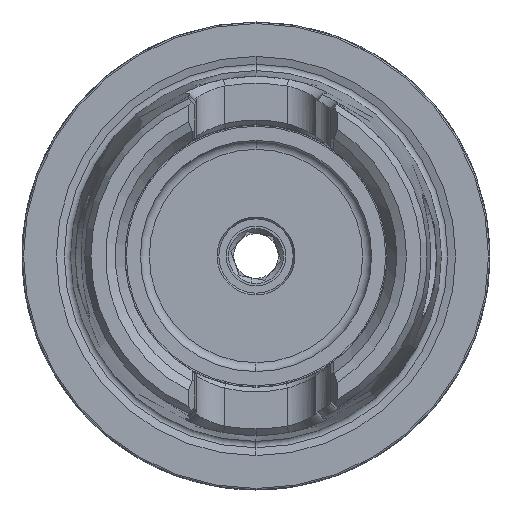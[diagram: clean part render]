
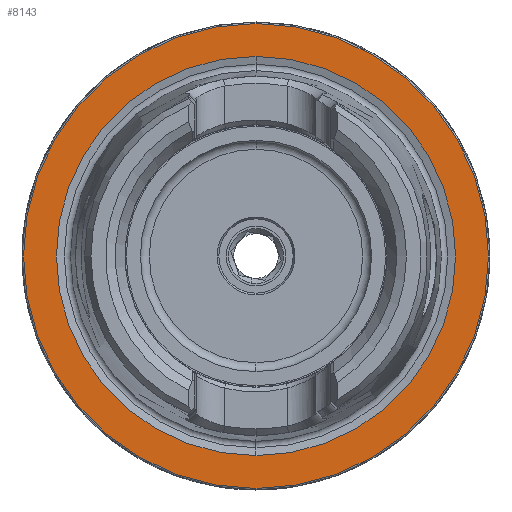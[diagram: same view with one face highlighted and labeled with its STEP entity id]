
A CAD part, left-side view. The second image highlights one B-rep face of the part: STEP entity #8143.
In plain terms, the highlighted planar face has unit normal (-1, 0, 0).
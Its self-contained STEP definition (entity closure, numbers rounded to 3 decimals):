
#49 = DIRECTION ( 'NONE',  ( 0., 0., 1. ) ) ;
#267 = EDGE_LOOP ( 'NONE', ( #7271, #6097 ) ) ;
#684 = VERTEX_POINT ( 'NONE', #3223 ) ;
#804 = AXIS2_PLACEMENT_3D ( 'NONE', #3252, #4817, #10219 ) ;
#1368 = CARTESIAN_POINT ( 'NONE',  ( 0., 0., -26.85 ) ) ;
#1509 = EDGE_LOOP ( 'NONE', ( #5279, #4608 ) ) ;
#1634 = DIRECTION ( 'NONE',  ( -1., 0., 0. ) ) ;
#1654 = EDGE_CURVE ( 'NONE', #4606, #684, #1797, .T. ) ;
#1673 = DIRECTION ( 'NONE',  ( 0., 0., 1. ) ) ;
#1797 = CIRCLE ( 'NONE', #3606, 31.275 ) ;
#1824 = CARTESIAN_POINT ( 'NONE',  ( 0., 0., 0. ) ) ;
#2430 = VERTEX_POINT ( 'NONE', #1368 ) ;
#3089 = CIRCLE ( 'NONE', #7472, 26.85 ) ;
#3223 = CARTESIAN_POINT ( 'NONE',  ( 0., 0., -31.275 ) ) ;
#3252 = CARTESIAN_POINT ( 'NONE',  ( 0., 31.275, 0. ) ) ;
#3606 = AXIS2_PLACEMENT_3D ( 'NONE', #1824, #1634, #1673 ) ;
#3946 = DIRECTION ( 'NONE',  ( -1., 0., 0. ) ) ;
#4397 = AXIS2_PLACEMENT_3D ( 'NONE', #10354, #4988, #49 ) ;
#4606 = VERTEX_POINT ( 'NONE', #9651 ) ;
#4608 = ORIENTED_EDGE ( 'NONE', *, *, #6956, .T. ) ;
#4817 = DIRECTION ( 'NONE',  ( 1., 0., 0. ) ) ;
#4901 = DIRECTION ( 'NONE',  ( -1., 0., 0. ) ) ;
#4988 = DIRECTION ( 'NONE',  ( -1., 0., 0. ) ) ;
#5279 = ORIENTED_EDGE ( 'NONE', *, *, #1654, .T. ) ;
#5309 = FACE_BOUND ( 'NONE', #267, .T. ) ;
#6097 = ORIENTED_EDGE ( 'NONE', *, *, #9046, .F. ) ;
#6428 = AXIS2_PLACEMENT_3D ( 'NONE', #9165, #3946, #10084 ) ;
#6863 = CIRCLE ( 'NONE', #4397, 31.275 ) ;
#6956 = EDGE_CURVE ( 'NONE', #684, #4606, #6863, .T. ) ;
#7271 = ORIENTED_EDGE ( 'NONE', *, *, #11167, .F. ) ;
#7472 = AXIS2_PLACEMENT_3D ( 'NONE', #10260, #4901, #11170 ) ;
#7703 = FACE_OUTER_BOUND ( 'NONE', #1509, .T. ) ;
#8143 = ADVANCED_FACE ( 'NONE', ( #5309, #7703 ), #8409, .F. ) ;
#8356 = CIRCLE ( 'NONE', #6428, 26.85 ) ;
#8409 = PLANE ( 'NONE',  #804 ) ;
#9046 = EDGE_CURVE ( 'NONE', #2430, #9614, #8356, .T. ) ;
#9165 = CARTESIAN_POINT ( 'NONE',  ( 0., 0., 0. ) ) ;
#9614 = VERTEX_POINT ( 'NONE', #10426 ) ;
#9651 = CARTESIAN_POINT ( 'NONE',  ( 0., 0., 31.275 ) ) ;
#10084 = DIRECTION ( 'NONE',  ( 0., 0., 1. ) ) ;
#10219 = DIRECTION ( 'NONE',  ( 0., 0., -1. ) ) ;
#10260 = CARTESIAN_POINT ( 'NONE',  ( 0., 0., 0. ) ) ;
#10354 = CARTESIAN_POINT ( 'NONE',  ( 0., 0., 0. ) ) ;
#10426 = CARTESIAN_POINT ( 'NONE',  ( 0., 0., 26.85 ) ) ;
#11167 = EDGE_CURVE ( 'NONE', #9614, #2430, #3089, .T. ) ;
#11170 = DIRECTION ( 'NONE',  ( 0., 0., 1. ) ) ;
